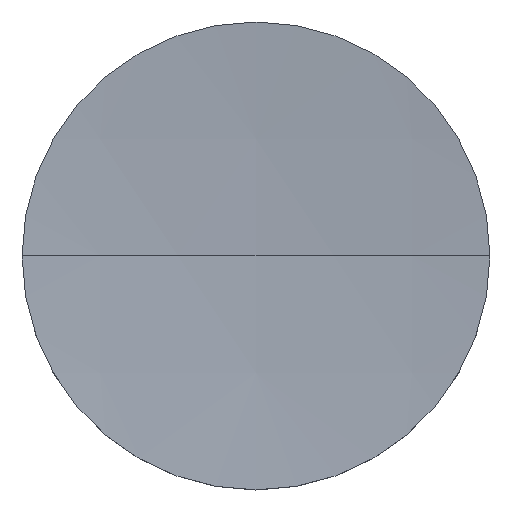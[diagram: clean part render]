
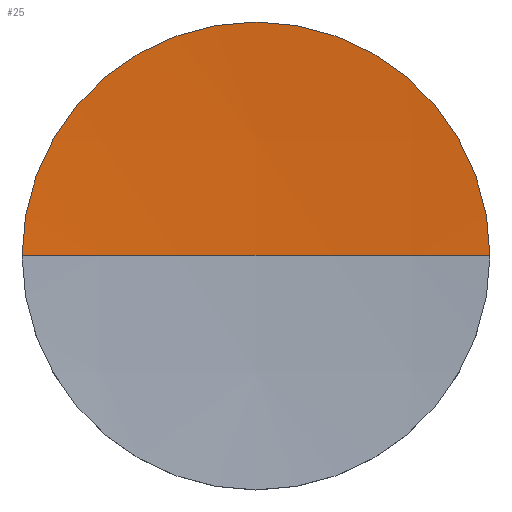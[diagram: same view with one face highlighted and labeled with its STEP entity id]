
A CAD part, top view. The second image highlights one B-rep face of the part: STEP entity #25.
In plain terms, the highlighted spherical face has radius 600 mm.
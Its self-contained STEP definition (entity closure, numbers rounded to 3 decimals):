
#2 = DIRECTION ( 'NONE',  ( 1., 0., 0. ) ) ;
#10 = CARTESIAN_POINT ( 'NONE',  ( 0., 0., 612.846 ) ) ;
#12 = ORIENTED_EDGE ( 'NONE', *, *, #109, .F. ) ;
#16 = VERTEX_POINT ( 'NONE', #33 ) ;
#18 = FACE_OUTER_BOUND ( 'NONE', #127, .T. ) ;
#25 = ADVANCED_FACE ( 'NONE', ( #18 ), #176, .F. ) ;
#33 = CARTESIAN_POINT ( 'NONE',  ( -50.8, 0., 15. ) ) ;
#36 = CARTESIAN_POINT ( 'NONE',  ( 0., 0., 612.846 ) ) ;
#45 = DIRECTION ( 'NONE',  ( 0., 0., -1. ) ) ;
#58 = VERTEX_POINT ( 'NONE', #174 ) ;
#59 = AXIS2_PLACEMENT_3D ( 'NONE', #36, #80, #2 ) ;
#61 = EDGE_CURVE ( 'NONE', #16, #77, #84, .T. ) ;
#77 = VERTEX_POINT ( 'NONE', #157 ) ;
#79 = DIRECTION ( 'NONE',  ( 0., -1., 0. ) ) ;
#80 = DIRECTION ( 'NONE',  ( 0., -1., 0. ) ) ;
#84 = CIRCLE ( 'NONE', #181, 600. ) ;
#94 = ORIENTED_EDGE ( 'NONE', *, *, #61, .T. ) ;
#102 = EDGE_CURVE ( 'NONE', #16, #58, #139, .T. ) ;
#109 = EDGE_CURVE ( 'NONE', #58, #77, #195, .T. ) ;
#127 = EDGE_LOOP ( 'NONE', ( #130, #94, #12 ) ) ;
#130 = ORIENTED_EDGE ( 'NONE', *, *, #102, .F. ) ;
#139 = CIRCLE ( 'NONE', #173, 50.8 ) ;
#142 = DIRECTION ( 'NONE',  ( 0., 1., 0. ) ) ;
#157 = CARTESIAN_POINT ( 'NONE',  ( 0., 0., 12.846 ) ) ;
#164 = AXIS2_PLACEMENT_3D ( 'NONE', #10, #142, #192 ) ;
#172 = DIRECTION ( 'NONE',  ( 1., 0., 0. ) ) ;
#173 = AXIS2_PLACEMENT_3D ( 'NONE', #186, #45, #172 ) ;
#174 = CARTESIAN_POINT ( 'NONE',  ( 50.8, 0., 15. ) ) ;
#176 = SPHERICAL_SURFACE ( 'NONE', #59, 600. ) ;
#181 = AXIS2_PLACEMENT_3D ( 'NONE', #189, #79, #201 ) ;
#186 = CARTESIAN_POINT ( 'NONE',  ( 0., 0., 15. ) ) ;
#189 = CARTESIAN_POINT ( 'NONE',  ( 0., 0., 612.846 ) ) ;
#192 = DIRECTION ( 'NONE',  ( 0., 0., 1. ) ) ;
#195 = CIRCLE ( 'NONE', #164, 600. ) ;
#201 = DIRECTION ( 'NONE',  ( 1., 0., 0. ) ) ;
